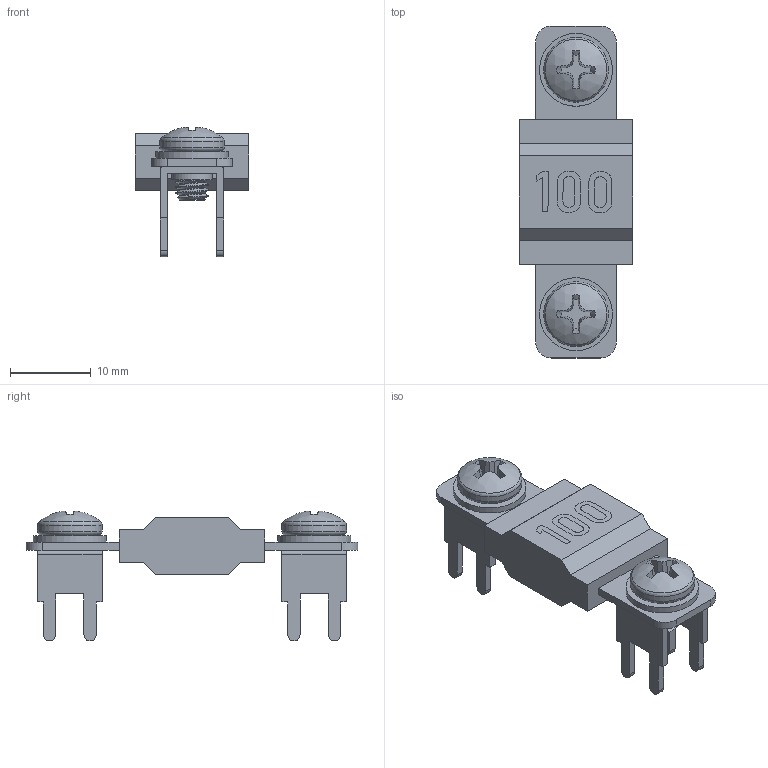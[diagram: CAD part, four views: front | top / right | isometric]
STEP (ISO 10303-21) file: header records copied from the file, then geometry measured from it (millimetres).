
FILE_DESCRIPTION(/* description */ (''),/* implementation_level */ '2;1');
FILE_NAME(/* name */ 'Untitled.step',/* time_stamp */ '2022-07-08T21:44:36+03:00',/* author */ (''),/* organization */ (''),/* preprocessor_version */ 'ST-DEVELOPER v19',/* originating_system */ 'Autodesk Translation Framework v11.7.0.108',/* authorisation */ '');
FILE_SCHEMA (('AUTOMOTIVE_DESIGN { 1 0 10303 214 3 1 1 }'));
Length unit declared in the file: millimetre
Products named in the file (6): Untitled; 100 anlfuse v3; Untitled1 v6; Untitled1 v6 (1); 94102A137_JIS Stainless Steel Pan Head Screws; 90718A140_Electrical-Insulating Nylon Washer
Assembly tree (7 placements, depth 2):
  Untitled
    100 anlfuse v3
    Untitled1 v6
    Untitled1 v6 (1)
    94102A137_JIS Stainless Steel Pan Head Screws  x2
    90718A140_Electrical-Insulating Nylon Washer  x2
Bounding box: 14 x 41 x 16.01 mm (x, y, z)
Volume: 2336.6 mm3; surface area: 3002.1 mm2
Topology: 7 solids, 7 shells, 226 faces, 631 edges, 432 vertices
Faces by surface type: plane 125, cylinder 72, cone 12, bspline 11, torus 4, sphere 2
Full cylindrical faces by diameter (mm): 3.091 x14, 3.332 x2, 4 x14, 4.3 x2, 5 x2, 5.5 x2, 8 x2, 9 x2
Entity records: 7652 total; most frequent: CARTESIAN_POINT 2995, ORIENTED_EDGE 978, DIRECTION 857, EDGE_CURVE 489, VERTEX_POINT 338, LINE 299, VECTOR 299, AXIS2_PLACEMENT_3D 279
